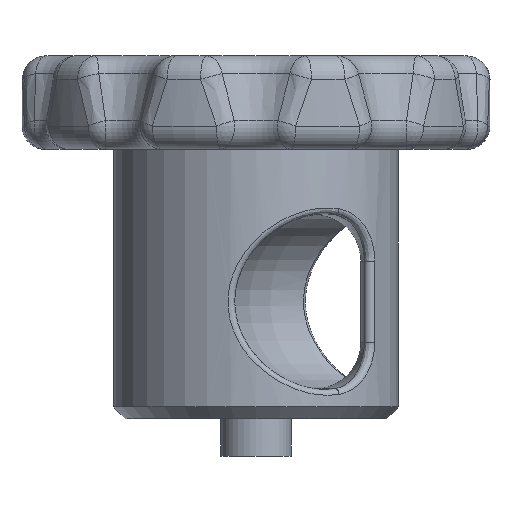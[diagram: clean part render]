
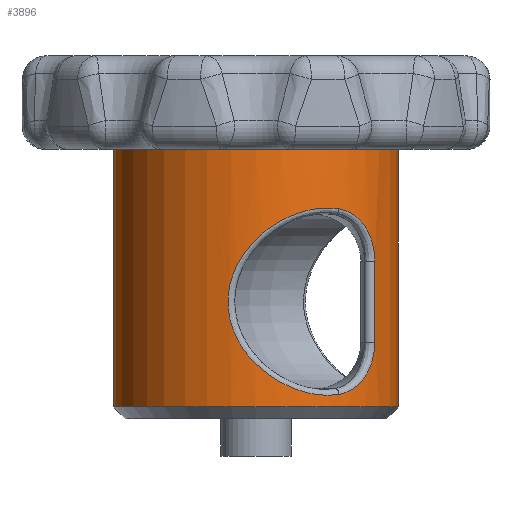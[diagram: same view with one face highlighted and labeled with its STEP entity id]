
A CAD part, left-side view. The second image highlights one B-rep face of the part: STEP entity #3896.
In plain terms, the highlighted cylindrical face has radius 12.175 mm (diameter 24.35 mm), a full revolution.
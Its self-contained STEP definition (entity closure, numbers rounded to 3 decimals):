
#97=FACE_BOUND('',#801,.T.);
#109=CYLINDRICAL_SURFACE('',#4111,12.175);
#128=CIRCLE('',#4109,12.175);
#129=CIRCLE('',#4110,12.175);
#130=CIRCLE('',#4112,12.175);
#131=CIRCLE('',#4113,12.175);
#550=FACE_OUTER_BOUND('',#800,.T.);
#800=EDGE_LOOP('',(#2921,#2922,#2923,#2924,#2925,#2926,#2927,#2928,#2929,
#2930,#2931,#2932,#2933,#2934));
#801=EDGE_LOOP('',(#2935,#2936,#2937,#2938));
#1121=LINE('',#7121,#1313);
#1122=LINE('',#7138,#1314);
#1123=LINE('',#7154,#1315);
#1124=LINE('',#7172,#1316);
#1313=VECTOR('',#4716,12.175);
#1314=VECTOR('',#4717,10.);
#1315=VECTOR('',#4718,12.175);
#1316=VECTOR('',#4719,10.);
#1463=B_SPLINE_CURVE_WITH_KNOTS('',3,(#7123,#7124,#7125,#7126,#7127,#7128,
#7129),.UNSPECIFIED.,.F.,.F.,(4,1,1,1,4),(-2.795,-2.595,
-2.395,-1.996,-1.994),.UNSPECIFIED.);
#1464=B_SPLINE_CURVE_WITH_KNOTS('',3,(#7131,#7132,#7133,#7134,#7135,#7136),
 .UNSPECIFIED.,.F.,.F.,(4,1,1,4),(-0.665,-0.475,-0.285,
0.),.UNSPECIFIED.);
#1465=B_SPLINE_CURVE_WITH_KNOTS('',3,(#7140,#7141,#7142,#7143,#7144,#7145),
 .UNSPECIFIED.,.F.,.F.,(4,1,1,4),(-0.665,-0.38,
-0.19,0.),.UNSPECIFIED.);
#1466=B_SPLINE_CURVE_WITH_KNOTS('',3,(#7147,#7148,#7149,#7150,#7151,#7152,
#7153),.UNSPECIFIED.,.F.,.F.,(4,1,1,1,4),(-0.801,-0.798,
-0.399,-0.2,0.),
 .UNSPECIFIED.);
#1467=B_SPLINE_CURVE_WITH_KNOTS('',3,(#7155,#7156,#7157,#7158,#7159,#7160,
#7161,#7162),.UNSPECIFIED.,.F.,.F.,(4,1,1,1,1,4),(-1.994,-1.797,
-1.597,-1.397,-1.198,-0.801),
 .UNSPECIFIED.);
#1468=B_SPLINE_CURVE_WITH_KNOTS('',3,(#7165,#7166,#7167,#7168,#7169,#7170),
 .UNSPECIFIED.,.F.,.F.,(4,1,1,4),(-0.665,-0.475,
-0.285,0.),.UNSPECIFIED.);
#1469=B_SPLINE_CURVE_WITH_KNOTS('',3,(#7174,#7175,#7176,#7177,#7178,#7179),
 .UNSPECIFIED.,.F.,.F.,(4,1,1,4),(-0.665,-0.38,
-0.19,0.),.UNSPECIFIED.);
#1470=B_SPLINE_CURVE_WITH_KNOTS('',3,(#7180,#7181,#7182,#7183,#7184,#7185,
#7186,#7187,#7188,#7189,#7190,#7191,#7192),.UNSPECIFIED.,.F.,.F.,(4,1,1,
1,1,1,1,1,1,1,4),(-2.795,-2.595,-2.395,
-1.996,-1.597,-1.397,-1.198,
-0.798,-0.399,-0.2,0.),
 .UNSPECIFIED.);
#1700=VERTEX_POINT('',#7110);
#1701=VERTEX_POINT('',#7112);
#1702=VERTEX_POINT('',#7116);
#1703=VERTEX_POINT('',#7117);
#1704=VERTEX_POINT('',#7120);
#1705=VERTEX_POINT('',#7122);
#1706=VERTEX_POINT('',#7130);
#1707=VERTEX_POINT('',#7137);
#1708=VERTEX_POINT('',#7139);
#1709=VERTEX_POINT('',#7146);
#1710=VERTEX_POINT('',#7163);
#1711=VERTEX_POINT('',#7164);
#1712=VERTEX_POINT('',#7171);
#1713=VERTEX_POINT('',#7173);
#2145=EDGE_CURVE('',#1700,#1701,#128,.T.);
#2146=EDGE_CURVE('',#1701,#1700,#129,.T.);
#2147=EDGE_CURVE('',#1702,#1703,#130,.T.);
#2148=EDGE_CURVE('',#1703,#1702,#131,.T.);
#2149=EDGE_CURVE('',#1703,#1704,#1121,.T.);
#2150=EDGE_CURVE('',#1705,#1704,#1463,.T.);
#2151=EDGE_CURVE('',#1706,#1705,#1464,.T.);
#2152=EDGE_CURVE('',#1707,#1706,#1122,.T.);
#2153=EDGE_CURVE('',#1708,#1707,#1465,.T.);
#2154=EDGE_CURVE('',#1709,#1708,#1466,.T.);
#2155=EDGE_CURVE('',#1709,#1701,#1123,.T.);
#2156=EDGE_CURVE('',#1704,#1709,#1467,.T.);
#2157=EDGE_CURVE('',#1710,#1711,#1468,.T.);
#2158=EDGE_CURVE('',#1712,#1710,#1124,.T.);
#2159=EDGE_CURVE('',#1713,#1712,#1469,.T.);
#2160=EDGE_CURVE('',#1711,#1713,#1470,.T.);
#2921=ORIENTED_EDGE('',*,*,#2147,.F.);
#2922=ORIENTED_EDGE('',*,*,#2148,.F.);
#2923=ORIENTED_EDGE('',*,*,#2149,.T.);
#2924=ORIENTED_EDGE('',*,*,#2150,.F.);
#2925=ORIENTED_EDGE('',*,*,#2151,.F.);
#2926=ORIENTED_EDGE('',*,*,#2152,.F.);
#2927=ORIENTED_EDGE('',*,*,#2153,.F.);
#2928=ORIENTED_EDGE('',*,*,#2154,.F.);
#2929=ORIENTED_EDGE('',*,*,#2155,.T.);
#2930=ORIENTED_EDGE('',*,*,#2145,.F.);
#2931=ORIENTED_EDGE('',*,*,#2146,.F.);
#2932=ORIENTED_EDGE('',*,*,#2155,.F.);
#2933=ORIENTED_EDGE('',*,*,#2156,.F.);
#2934=ORIENTED_EDGE('',*,*,#2149,.F.);
#2935=ORIENTED_EDGE('',*,*,#2157,.F.);
#2936=ORIENTED_EDGE('',*,*,#2158,.F.);
#2937=ORIENTED_EDGE('',*,*,#2159,.F.);
#2938=ORIENTED_EDGE('',*,*,#2160,.F.);
#3896=ADVANCED_FACE('',(#550,#97),#109,.T.);
#4109=AXIS2_PLACEMENT_3D('',#7113,#4706,#4707);
#4110=AXIS2_PLACEMENT_3D('',#7114,#4708,#4709);
#4111=AXIS2_PLACEMENT_3D('',#7115,#4710,#4711);
#4112=AXIS2_PLACEMENT_3D('',#7118,#4712,#4713);
#4113=AXIS2_PLACEMENT_3D('',#7119,#4714,#4715);
#4706=DIRECTION('center_axis',(0.,0.,-1.));
#4707=DIRECTION('ref_axis',(-1.,0.,0.));
#4708=DIRECTION('center_axis',(0.,0.,-1.));
#4709=DIRECTION('ref_axis',(-1.,0.,0.));
#4710=DIRECTION('center_axis',(0.,0.,1.));
#4711=DIRECTION('ref_axis',(1.,0.,0.));
#4712=DIRECTION('center_axis',(0.,0.,1.));
#4713=DIRECTION('ref_axis',(1.,0.,0.));
#4714=DIRECTION('center_axis',(0.,0.,1.));
#4715=DIRECTION('ref_axis',(1.,0.,0.));
#4716=DIRECTION('',(0.,0.,-1.));
#4717=DIRECTION('',(0.,0.,1.));
#4718=DIRECTION('',(0.,0.,-1.));
#4719=DIRECTION('',(0.,0.,-1.));
#7110=CARTESIAN_POINT('',(12.175,0.,-9.));
#7112=CARTESIAN_POINT('',(-12.175,0.,-9.));
#7113=CARTESIAN_POINT('Origin',(0.,0.,-9.));
#7114=CARTESIAN_POINT('Origin',(0.,0.,-9.));
#7115=CARTESIAN_POINT('Origin',(0.,0.,0.));
#7116=CARTESIAN_POINT('',(12.175,0.,13.));
#7117=CARTESIAN_POINT('',(-12.175,0.,13.));
#7118=CARTESIAN_POINT('Origin',(0.,0.,13.));
#7119=CARTESIAN_POINT('Origin',(0.,0.,13.));
#7120=CARTESIAN_POINT('',(-12.175,0.,5.342));
#7121=CARTESIAN_POINT('',(-12.175,0.,0.));
#7122=CARTESIAN_POINT('',(-9.889,-7.102,7.918));
#7123=CARTESIAN_POINT('Ctrl Pts',(-9.889,-7.102,7.918));
#7124=CARTESIAN_POINT('Ctrl Pts',(-10.289,-6.544,8.012));
#7125=CARTESIAN_POINT('Ctrl Pts',(-11.007,-5.34,8.039));
#7126=CARTESIAN_POINT('Ctrl Pts',(-11.986,-2.784,7.425));
#7127=CARTESIAN_POINT('Ctrl Pts',(-12.174,-0.982,6.302));
#7128=CARTESIAN_POINT('Ctrl Pts',(-12.176,-0.005,
5.346));
#7129=CARTESIAN_POINT('Ctrl Pts',(-12.176,0.001,
5.341));
#7130=CARTESIAN_POINT('',(-6.718,-10.154,3.464));
#7131=CARTESIAN_POINT('Ctrl Pts',(-6.718,-10.154,3.464));
#7132=CARTESIAN_POINT('Ctrl Pts',(-6.718,-10.154,4.098));
#7133=CARTESIAN_POINT('Ctrl Pts',(-7.049,-9.941,5.345));
#7134=CARTESIAN_POINT('Ctrl Pts',(-8.25,-9.023,7.069));
#7135=CARTESIAN_POINT('Ctrl Pts',(-9.316,-7.899,7.784));
#7136=CARTESIAN_POINT('Ctrl Pts',(-9.889,-7.102,7.918));
#7137=CARTESIAN_POINT('',(-6.718,-10.154,-3.464));
#7138=CARTESIAN_POINT('',(-6.718,-10.154,0.));
#7139=CARTESIAN_POINT('',(-9.889,-7.102,-7.918));
#7140=CARTESIAN_POINT('Ctrl Pts',(-9.889,-7.102,-7.918));
#7141=CARTESIAN_POINT('Ctrl Pts',(-9.316,-7.899,-7.784));
#7142=CARTESIAN_POINT('Ctrl Pts',(-8.25,-9.023,-7.069));
#7143=CARTESIAN_POINT('Ctrl Pts',(-7.049,-9.941,-5.345));
#7144=CARTESIAN_POINT('Ctrl Pts',(-6.718,-10.154,-4.098));
#7145=CARTESIAN_POINT('Ctrl Pts',(-6.718,-10.154,-3.464));
#7146=CARTESIAN_POINT('',(-12.175,0.,-5.342));
#7147=CARTESIAN_POINT('Ctrl Pts',(-12.176,0.,
-5.342));
#7148=CARTESIAN_POINT('Ctrl Pts',(-12.176,-0.005,
-5.347));
#7149=CARTESIAN_POINT('Ctrl Pts',(-12.173,-0.983,
-6.305));
#7150=CARTESIAN_POINT('Ctrl Pts',(-11.987,-2.783,-7.422));
#7151=CARTESIAN_POINT('Ctrl Pts',(-11.007,-5.34,-8.04));
#7152=CARTESIAN_POINT('Ctrl Pts',(-10.289,-6.544,-8.012));
#7153=CARTESIAN_POINT('Ctrl Pts',(-9.889,-7.102,-7.918));
#7154=CARTESIAN_POINT('',(-12.175,0.,0.));
#7155=CARTESIAN_POINT('Ctrl Pts',(-12.176,0.001,
5.341));
#7156=CARTESIAN_POINT('Ctrl Pts',(-12.176,0.481,4.87));
#7157=CARTESIAN_POINT('Ctrl Pts',(-12.117,1.336,3.823));
#7158=CARTESIAN_POINT('Ctrl Pts',(-11.981,2.19,1.995));
#7159=CARTESIAN_POINT('Ctrl Pts',(-11.917,2.494,0.002));
#7160=CARTESIAN_POINT('Ctrl Pts',(-12.001,2.088,-2.658));
#7161=CARTESIAN_POINT('Ctrl Pts',(-12.177,0.967,-4.394));
#7162=CARTESIAN_POINT('Ctrl Pts',(-12.176,0.,
-5.342));
#7163=CARTESIAN_POINT('',(0.741,-12.152,-3.464));
#7164=CARTESIAN_POINT('',(5.013,-11.095,-7.918));
#7165=CARTESIAN_POINT('Ctrl Pts',(0.741,-12.152,-3.464));
#7166=CARTESIAN_POINT('Ctrl Pts',(0.741,-12.152,-4.098));
#7167=CARTESIAN_POINT('Ctrl Pts',(1.134,-12.133,-5.345));
#7168=CARTESIAN_POINT('Ctrl Pts',(2.633,-11.939,-7.069));
#7169=CARTESIAN_POINT('Ctrl Pts',(4.119,-11.499,-7.784));
#7170=CARTESIAN_POINT('Ctrl Pts',(5.013,-11.095,-7.918));
#7171=CARTESIAN_POINT('',(0.741,-12.152,3.464));
#7172=CARTESIAN_POINT('',(0.741,-12.152,0.));
#7173=CARTESIAN_POINT('',(5.013,-11.095,7.918));
#7174=CARTESIAN_POINT('Ctrl Pts',(5.013,-11.095,7.918));
#7175=CARTESIAN_POINT('Ctrl Pts',(4.119,-11.499,7.784));
#7176=CARTESIAN_POINT('Ctrl Pts',(2.633,-11.939,7.069));
#7177=CARTESIAN_POINT('Ctrl Pts',(1.134,-12.133,5.345));
#7178=CARTESIAN_POINT('Ctrl Pts',(0.741,-12.152,4.098));
#7179=CARTESIAN_POINT('Ctrl Pts',(0.741,-12.152,3.464));
#7180=CARTESIAN_POINT('Ctrl Pts',(5.013,-11.095,-7.918));
#7181=CARTESIAN_POINT('Ctrl Pts',(5.639,-10.812,-8.012));
#7182=CARTESIAN_POINT('Ctrl Pts',(6.862,-10.128,-8.04));
#7183=CARTESIAN_POINT('Ctrl Pts',(8.99,-8.403,-7.422));
#7184=CARTESIAN_POINT('Ctrl Pts',(10.753,-5.969,-5.567));
#7185=CARTESIAN_POINT('Ctrl Pts',(11.436,-4.193,-2.664));
#7186=CARTESIAN_POINT('Ctrl Pts',(11.567,-3.799,0.));
#7187=CARTESIAN_POINT('Ctrl Pts',(11.436,-4.193,2.665));
#7188=CARTESIAN_POINT('Ctrl Pts',(10.752,-5.969,5.566));
#7189=CARTESIAN_POINT('Ctrl Pts',(8.99,-8.403,7.422));
#7190=CARTESIAN_POINT('Ctrl Pts',(6.863,-10.128,8.04));
#7191=CARTESIAN_POINT('Ctrl Pts',(5.639,-10.812,8.012));
#7192=CARTESIAN_POINT('Ctrl Pts',(5.013,-11.095,7.918));
